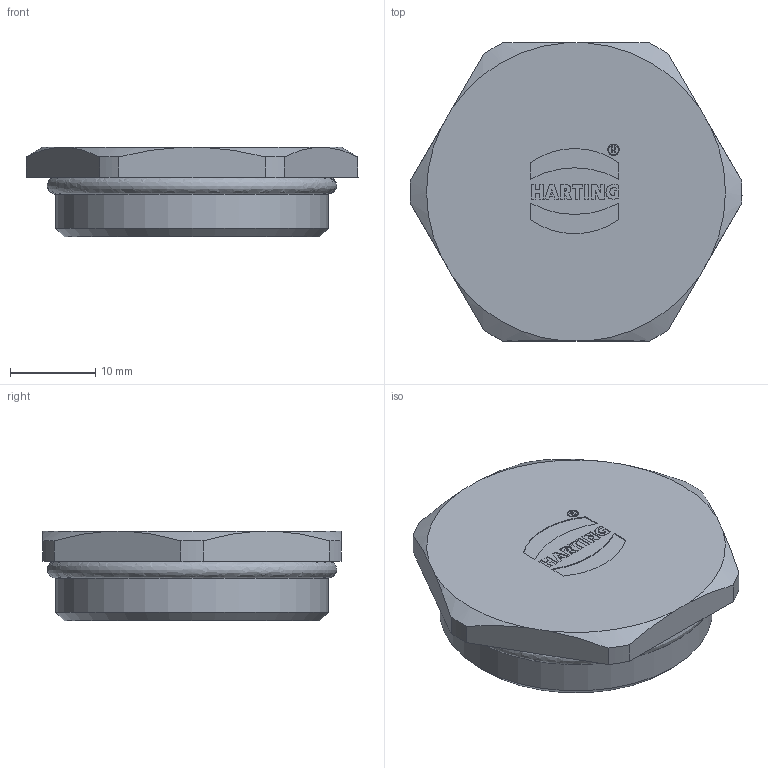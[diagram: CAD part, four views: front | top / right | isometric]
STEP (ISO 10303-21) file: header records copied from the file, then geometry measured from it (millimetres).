
FILE_DESCRIPTION(/* description */ (''),/* implementation_level */ '2;1');
FILE_NAME(/* name */ '100189730ugm000_b.stp',/* time_stamp */ '2019-10-29T07:58:36+01:00',/* author */ (''),/* organization */ (''),/* preprocessor_version */ 'ST-DEVELOPER v16.7',/* originating_system */ 'SIEMENS PLM Software NX 12.0',/* authorisation */ '');
FILE_SCHEMA (('AUTOMOTIVE_DESIGN { 1 0 10303 214 3 1 1 1 }'));
Length unit declared in the file: millimetre
Products named in the file (1): 100189730ugm000_b
Bounding box: 38.99 x 35 x 10.5 mm (x, y, z)
Volume: 3656.5 mm3; surface area: 4074.2 mm2
Topology: 1 solids, 1 shells, 127 faces, 410 edges, 389 vertices
Faces by surface type: plane 99, cylinder 18, cone 7, extrusion 2, bspline 1
Full cylindrical faces by diameter (mm): 1.139 x1, 1.346 x1, 28.5 x1, 32 x1
Entity records: 5659 total; most frequent: CARTESIAN_POINT 974, DIRECTION 690, ORIENTED_EDGE 632, VECTOR 332, LINE 330, EDGE_CURVE 316, PRESENTATION_STYLE_ASSIGNMENT 217, VERTEX_POINT 214
